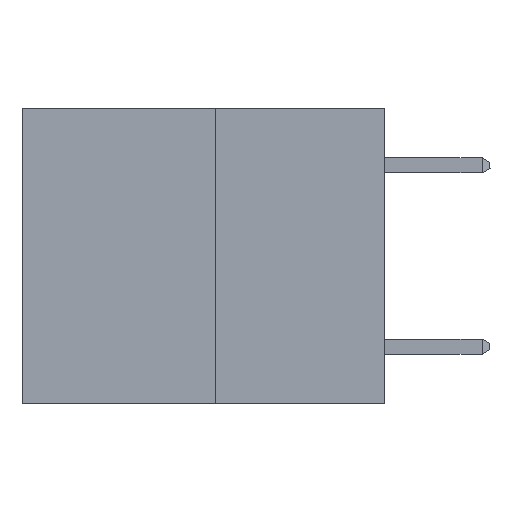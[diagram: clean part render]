
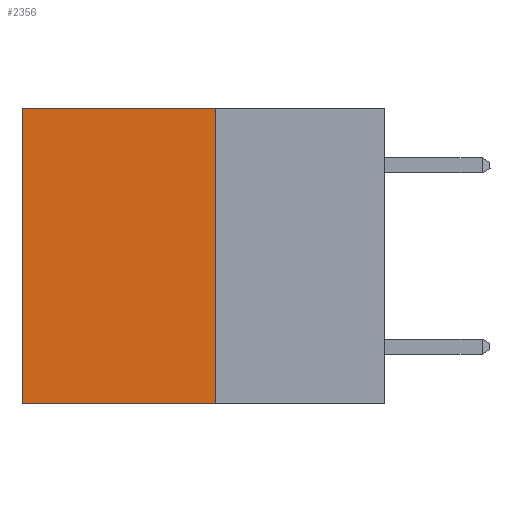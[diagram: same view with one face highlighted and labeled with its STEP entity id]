
A CAD part, left-side view. The second image highlights one B-rep face of the part: STEP entity #2356.
In plain terms, the highlighted planar face has unit normal (-1, 0, 0).
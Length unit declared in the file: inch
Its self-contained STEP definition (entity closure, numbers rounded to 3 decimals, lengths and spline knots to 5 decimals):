
#572 = FACE_OUTER_BOUND ( 'NONE', #6015, .T. ) ;
#2338 = CARTESIAN_POINT ( 'NONE',  ( 0.3165, 0.6, -0.49 ) ) ;
#2356 = ADVANCED_FACE ( 'NONE', ( #572 ), #9782, .F. ) ;
#2492 = CARTESIAN_POINT ( 'NONE',  ( 0.3165, 0.28, 0. ) ) ;
#2596 = AXIS2_PLACEMENT_3D ( 'NONE', #15219, #11677, #17404 ) ;
#5634 = CARTESIAN_POINT ( 'NONE',  ( 0.3165, 0.6, -0.49 ) ) ;
#6015 = EDGE_LOOP ( 'NONE', ( #12943, #14599, #7501, #11017 ) ) ;
#7284 = VECTOR ( 'NONE', #21274, 39.37008 ) ;
#7501 = ORIENTED_EDGE ( 'NONE', *, *, #21244, .F. ) ;
#8115 = CARTESIAN_POINT ( 'NONE',  ( 0.3165, 0.28, -0.49 ) ) ;
#8537 = VERTEX_POINT ( 'NONE', #5634 ) ;
#9782 = PLANE ( 'NONE',  #2596 ) ;
#9850 = DIRECTION ( 'NONE',  ( 0., 0., -1. ) ) ;
#9889 = VERTEX_POINT ( 'NONE', #18652 ) ;
#11017 = ORIENTED_EDGE ( 'NONE', *, *, #14105, .T. ) ;
#11164 = CARTESIAN_POINT ( 'NONE',  ( 0.3165, 0.28, 0. ) ) ;
#11677 = DIRECTION ( 'NONE',  ( 1., 0., 0. ) ) ;
#11799 = VECTOR ( 'NONE', #9850, 39.37008 ) ;
#11943 = LINE ( 'NONE', #8115, #21124 ) ;
#12169 = LINE ( 'NONE', #11164, #17214 ) ;
#12631 = CARTESIAN_POINT ( 'NONE',  ( 0.3165, 0.28, -0.49 ) ) ;
#12874 = VERTEX_POINT ( 'NONE', #12631 ) ;
#12943 = ORIENTED_EDGE ( 'NONE', *, *, #15620, .T. ) ;
#14105 = EDGE_CURVE ( 'NONE', #21363, #9889, #12169, .T. ) ;
#14599 = ORIENTED_EDGE ( 'NONE', *, *, #17847, .F. ) ;
#15219 = CARTESIAN_POINT ( 'NONE',  ( 0.3165, 0.28, -0.49 ) ) ;
#15620 = EDGE_CURVE ( 'NONE', #9889, #8537, #20677, .T. ) ;
#17089 = LINE ( 'NONE', #17718, #7284 ) ;
#17214 = VECTOR ( 'NONE', #19062, 39.37008 ) ;
#17404 = DIRECTION ( 'NONE',  ( 0., 0., -1. ) ) ;
#17718 = CARTESIAN_POINT ( 'NONE',  ( 0.3165, 0.28, -0.49 ) ) ;
#17847 = EDGE_CURVE ( 'NONE', #12874, #8537, #11943, .T. ) ;
#18652 = CARTESIAN_POINT ( 'NONE',  ( 0.3165, 0.6, 0. ) ) ;
#19062 = DIRECTION ( 'NONE',  ( 0., 1., 0. ) ) ;
#20677 = LINE ( 'NONE', #2338, #11799 ) ;
#21124 = VECTOR ( 'NONE', #21864, 39.37008 ) ;
#21244 = EDGE_CURVE ( 'NONE', #21363, #12874, #17089, .T. ) ;
#21274 = DIRECTION ( 'NONE',  ( 0., 0., -1. ) ) ;
#21363 = VERTEX_POINT ( 'NONE', #2492 ) ;
#21864 = DIRECTION ( 'NONE',  ( 0., 1., 0. ) ) ;
